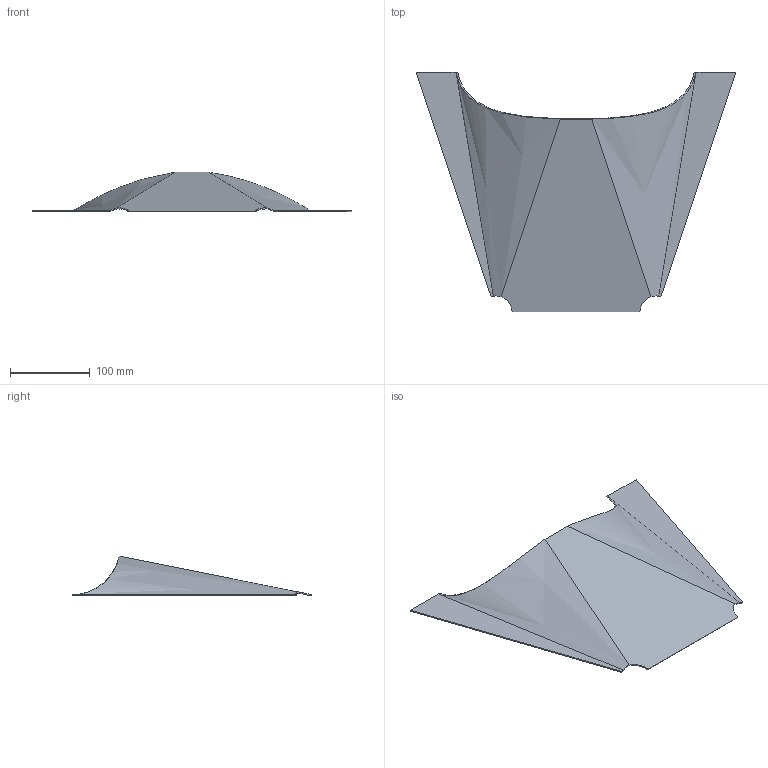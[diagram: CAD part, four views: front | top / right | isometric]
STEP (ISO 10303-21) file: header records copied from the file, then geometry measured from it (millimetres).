
FILE_DESCRIPTION (( 'STEP AP214' ), '1' );
FILE_NAME ('MECA-0508-test.STEP', '2019-06-20T10:05:34', ( 'guillaumebook' ), ( '' ), 'SwSTEP 2.0', 'SolidWorks 2015', '' );
FILE_SCHEMA (( 'AUTOMOTIVE_DESIGN' ));
Length unit declared in the file: millimetre
Products named in the file (1): MECA-0508-test
Bounding box: 400 x 300 x 49.73 mm (x, y, z)
Volume: 117493.7 mm3; surface area: 158500.4 mm2
Topology: 1 solids, 1 shells, 19 faces, 49 edges, 32 vertices
Faces by surface type: plane 11, cylinder 4, bspline 4
Entity records: 2429 total; most frequent: CARTESIAN_POINT 1995, ORIENTED_EDGE 98, DIRECTION 59, EDGE_CURVE 49, VERTEX_POINT 32, AXIS2_PLACEMENT_3D 20, B_SPLINE_CURVE_WITH_KNOTS 20, ADVANCED_FACE 19
